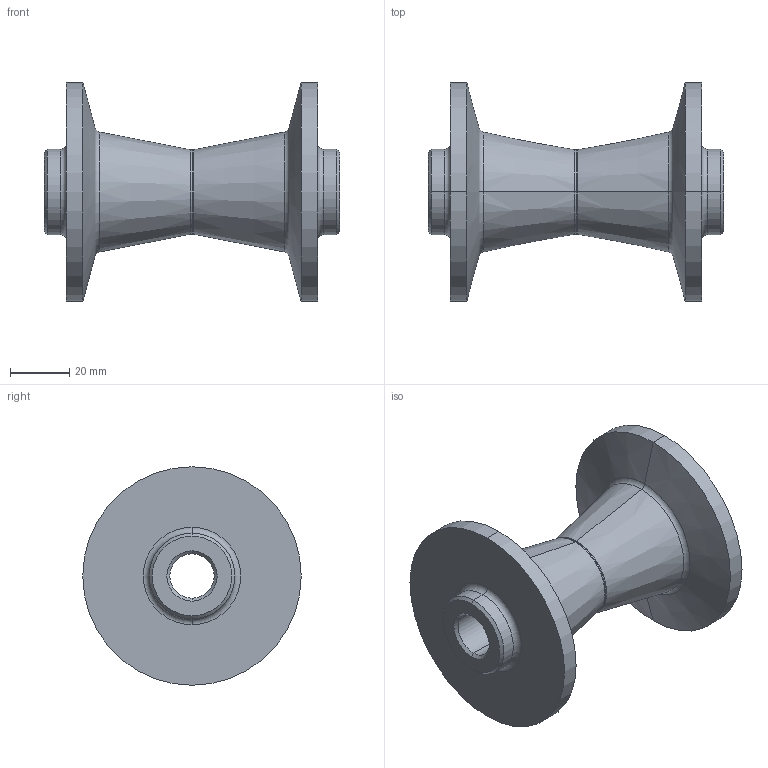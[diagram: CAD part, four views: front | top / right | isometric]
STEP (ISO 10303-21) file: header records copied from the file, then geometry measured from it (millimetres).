
FILE_DESCRIPTION (( 'STEP AP214' ), '1' );
FILE_NAME ('EN2020-302-01 Roulette.STEP', '2020-06-19T08:30:45', ( '' ), ( '' ), 'SwSTEP 2.0', 'SolidWorks 2019', '' );
FILE_SCHEMA (( 'AUTOMOTIVE_DESIGN' ));
Length unit declared in the file: millimetre
Products named in the file (1): EN2020-302-01 Roulette
Bounding box: 100 x 74 x 74 mm (x, y, z)
Volume: 126070.1 mm3; surface area: 29925 mm2
Topology: 1 solids, 1 shells, 42 faces, 84 edges, 46 vertices
Faces by surface type: cone 16, torus 12, cylinder 10, plane 4
Entity records: 1124 total; most frequent: DIRECTION 228, CARTESIAN_POINT 173, ORIENTED_EDGE 168, AXIS2_PLACEMENT_3D 101, EDGE_CURVE 84, CIRCLE 58, EDGE_LOOP 46, VERTEX_POINT 46
